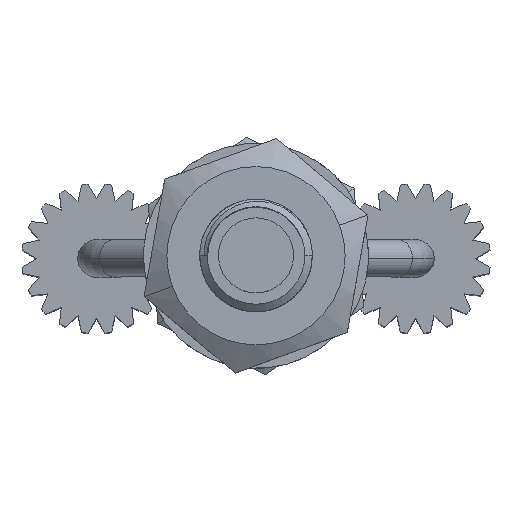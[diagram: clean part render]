
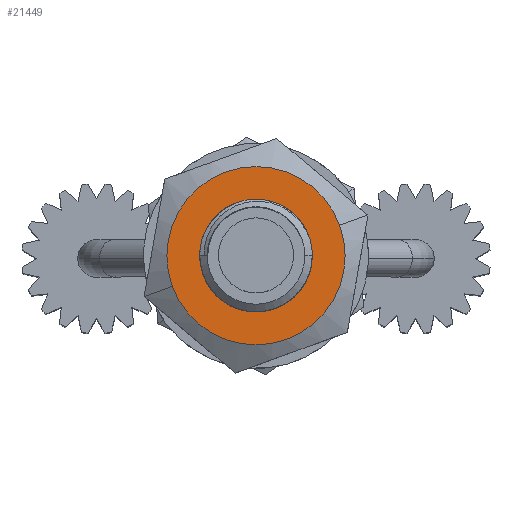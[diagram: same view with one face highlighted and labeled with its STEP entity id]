
A CAD part, top view. The second image highlights one B-rep face of the part: STEP entity #21449.
In plain terms, the highlighted face is planar.
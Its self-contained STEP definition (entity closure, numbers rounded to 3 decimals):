
#21196=CARTESIAN_POINT('',(0.,0.,-1.8));
#21197=DIRECTION('',(0.,0.,-1.));
#21198=DIRECTION('',(1.,0.,0.));
#21199=AXIS2_PLACEMENT_3D('',#21196,#21197,#21198);
#21201=CARTESIAN_POINT('',(0.,0.,-1.8));
#21202=DIRECTION('',(0.,0.,-1.));
#21203=DIRECTION('',(-1.,0.,0.));
#21204=AXIS2_PLACEMENT_3D('',#21201,#21202,#21203);
#21206=CARTESIAN_POINT('',(0.,0.,-1.8));
#21207=DIRECTION('',(0.,0.,1.));
#21208=DIRECTION('',(-1.,0.,0.));
#21209=AXIS2_PLACEMENT_3D('',#21206,#21207,#21208);
#21211=CARTESIAN_POINT('',(0.,0.,-1.8));
#21212=DIRECTION('',(0.,0.,1.));
#21213=DIRECTION('',(1.,0.,0.));
#21214=AXIS2_PLACEMENT_3D('',#21211,#21212,#21213);
#21296=CARTESIAN_POINT('',(-1.333,0.,-1.8));
#21297=CARTESIAN_POINT('',(1.333,0.,-1.8));
#21298=VERTEX_POINT('',#21296);
#21299=VERTEX_POINT('',#21297);
#21300=CARTESIAN_POINT('',(2.375,0.,-1.8));
#21301=CARTESIAN_POINT('',(-2.375,0.,-1.8));
#21302=VERTEX_POINT('',#21300);
#21303=VERTEX_POINT('',#21301);
#21434=CARTESIAN_POINT('',(-4.763,-2.75,-1.8));
#21435=DIRECTION('',(0.,0.,-1.));
#21436=DIRECTION('',(-1.,0.,0.));
#21437=AXIS2_PLACEMENT_3D('',#21434,#21435,#21436);
#21438=PLANE('',#21437);
#21439=ORIENTED_EDGE('',*,*,#21412,.F.);
#21440=ORIENTED_EDGE('',*,*,#21422,.F.);
#21441=EDGE_LOOP('',(#21439,#21440));
#21442=FACE_OUTER_BOUND('',#21441,.F.);
#21444=ORIENTED_EDGE('',*,*,#21443,.F.);
#21446=ORIENTED_EDGE('',*,*,#21445,.F.);
#21447=EDGE_LOOP('',(#21444,#21446));
#21448=FACE_BOUND('',#21447,.F.);
#21449=ADVANCED_FACE('',(#21442,#21448),#21438,.T.);
#21200=CIRCLE('',#21199,2.375);
#21205=CIRCLE('',#21204,2.375);
#21210=CIRCLE('',#21209,1.333);
#21215=CIRCLE('',#21214,1.333);
#21412=EDGE_CURVE('',#21302,#21303,#21200,.T.);
#21422=EDGE_CURVE('',#21303,#21302,#21205,.T.);
#21443=EDGE_CURVE('',#21298,#21299,#21210,.T.);
#21445=EDGE_CURVE('',#21299,#21298,#21215,.T.);
